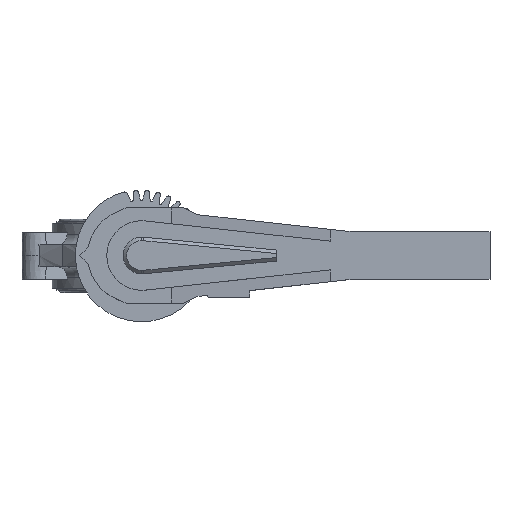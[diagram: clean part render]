
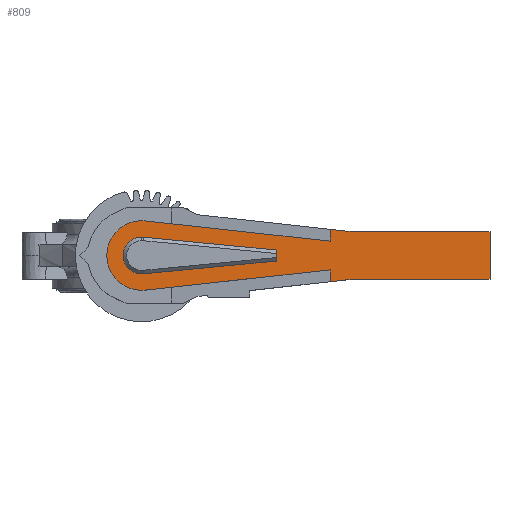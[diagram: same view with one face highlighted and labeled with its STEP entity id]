
A CAD part, top view. The second image highlights one B-rep face of the part: STEP entity #809.
In plain terms, the highlighted planar face has unit normal (0, 0, 1).
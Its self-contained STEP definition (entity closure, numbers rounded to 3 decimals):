
#809=ADVANCED_FACE('',(#2292,#2293),#2294,.T.);
#2292=FACE_OUTER_BOUND('',#4493,.T.);
#2293=FACE_BOUND('',#4494,.T.);
#2294=PLANE('',#4495);
#4493=EDGE_LOOP('',(#6861,#6862,#6863,#6864,#6865,#6866,#6867,#6868,#6869,#6870,#6871,#6872));
#4494=EDGE_LOOP('',(#6873,#6874,#6875,#6876,#6877,#6878));
#4495=AXIS2_PLACEMENT_3D('',#6879,#6880,#6881);
#6861=ORIENTED_EDGE('',*,*,#13507,.T.);
#6862=ORIENTED_EDGE('',*,*,#13508,.T.);
#6863=ORIENTED_EDGE('',*,*,#13509,.T.);
#6864=ORIENTED_EDGE('',*,*,#13510,.T.);
#6865=ORIENTED_EDGE('',*,*,#13511,.T.);
#6866=ORIENTED_EDGE('',*,*,#13512,.T.);
#6867=ORIENTED_EDGE('',*,*,#13513,.T.);
#6868=ORIENTED_EDGE('',*,*,#13462,.T.);
#6869=ORIENTED_EDGE('',*,*,#13458,.T.);
#6870=ORIENTED_EDGE('',*,*,#13514,.T.);
#6871=ORIENTED_EDGE('',*,*,#13515,.T.);
#6872=ORIENTED_EDGE('',*,*,#13516,.T.);
#6873=ORIENTED_EDGE('',*,*,#13517,.F.);
#6874=ORIENTED_EDGE('',*,*,#13518,.T.);
#6875=ORIENTED_EDGE('',*,*,#13519,.F.);
#6876=ORIENTED_EDGE('',*,*,#13520,.T.);
#6877=ORIENTED_EDGE('',*,*,#13447,.F.);
#6878=ORIENTED_EDGE('',*,*,#13452,.F.);
#6879=CARTESIAN_POINT('',(0.0,0.0,204.5));
#6880=DIRECTION('',(0.0,0.0,1.0));
#6881=DIRECTION('',(0.0,-1.0,0.0));
#13447=EDGE_CURVE('',#16080,#16082,#16083,.T.);
#13452=EDGE_CURVE('',#16088,#16080,#16091,.T.);
#13458=EDGE_CURVE('',#16094,#16099,#16101,.T.);
#13462=EDGE_CURVE('',#16104,#16094,#16107,.T.);
#13507=EDGE_CURVE('',#16187,#16188,#16189,.T.);
#13508=EDGE_CURVE('',#16188,#16190,#16191,.T.);
#13509=EDGE_CURVE('',#16190,#16192,#16193,.T.);
#13510=EDGE_CURVE('',#16192,#16194,#16195,.T.);
#13511=EDGE_CURVE('',#16194,#16196,#16197,.T.);
#13512=EDGE_CURVE('',#16196,#16198,#16199,.T.);
#13513=EDGE_CURVE('',#16198,#16104,#16200,.T.);
#13514=EDGE_CURVE('',#16099,#16201,#16202,.T.);
#13515=EDGE_CURVE('',#16201,#16203,#16204,.T.);
#13516=EDGE_CURVE('',#16203,#16187,#16205,.T.);
#13517=EDGE_CURVE('',#16206,#16088,#16207,.T.);
#13518=EDGE_CURVE('',#16206,#16208,#16209,.T.);
#13519=EDGE_CURVE('',#16210,#16208,#16211,.T.);
#13520=EDGE_CURVE('',#16210,#16082,#16212,.T.);
#16080=VERTEX_POINT('',#19961);
#16082=VERTEX_POINT('',#19964);
#16083=CIRCLE('',#19965,15.85);
#16088=VERTEX_POINT('',#19971);
#16091=CIRCLE('',#19975,15.85);
#16094=VERTEX_POINT('',#19978);
#16099=VERTEX_POINT('',#19984);
#16101=CIRCLE('',#19987,29.964);
#16104=VERTEX_POINT('',#19990);
#16107=CIRCLE('',#19994,29.964);
#16187=VERTEX_POINT('',#20112);
#16188=VERTEX_POINT('',#20113);
#16189=LINE('',#20114,#20115);
#16190=VERTEX_POINT('',#20116);
#16191=LINE('',#20117,#20118);
#16192=VERTEX_POINT('',#20119);
#16193=LINE('',#20120,#20121);
#16194=VERTEX_POINT('',#20122);
#16195=LINE('',#20123,#20124);
#16196=VERTEX_POINT('',#20125);
#16197=LINE('',#20126,#20127);
#16198=VERTEX_POINT('',#20128);
#16199=LINE('',#20129,#20130);
#16200=CIRCLE('',#20131,29.964);
#16201=VERTEX_POINT('',#20132);
#16202=LINE('',#20133,#20134);
#16203=VERTEX_POINT('',#20135);
#16204=LINE('',#20136,#20137);
#16205=LINE('',#20138,#20139);
#16206=VERTEX_POINT('',#20140);
#16207=CIRCLE('',#20141,15.85);
#16208=VERTEX_POINT('',#20142);
#16209=LINE('',#20143,#20144);
#16210=VERTEX_POINT('',#20145);
#16211=LINE('',#20146,#20147);
#16212=LINE('',#20148,#20149);
#19961=CARTESIAN_POINT('',(0.,-15.85,204.5));
#19964=CARTESIAN_POINT('',(1.521,-15.777,204.5));
#19965=AXIS2_PLACEMENT_3D('',#25805,#25806,#25807);
#19971=CARTESIAN_POINT('',(0.,15.85,204.5));
#19975=AXIS2_PLACEMENT_3D('',#25813,#25814,#25815);
#19978=CARTESIAN_POINT('',(0.,-29.964,204.5));
#19984=CARTESIAN_POINT('',(3.259,-29.786,204.5));
#19987=AXIS2_PLACEMENT_3D('',#25824,#25825,#25826);
#19990=CARTESIAN_POINT('',(0.,29.964,204.5));
#19994=AXIS2_PLACEMENT_3D('',#25831,#25832,#25833);
#20112=CARTESIAN_POINT('',(181.337,-20.457,204.5));
#20113=CARTESIAN_POINT('',(300.1,-20.457,204.5));
#20114=CARTESIAN_POINT('',(181.337,-20.457,204.5));
#20115=VECTOR('',#25872,118.763);
#20116=CARTESIAN_POINT('',(300.1,20.457,204.5));
#20117=CARTESIAN_POINT('',(300.1,-20.457,204.5));
#20118=VECTOR('',#25873,40.915);
#20119=CARTESIAN_POINT('',(181.337,20.457,204.5));
#20120=CARTESIAN_POINT('',(300.1,20.457,204.5));
#20121=VECTOR('',#25874,118.763);
#20122=CARTESIAN_POINT('',(162.483,22.546,204.5));
#20123=CARTESIAN_POINT('',(181.337,20.457,204.5));
#20124=VECTOR('',#25875,18.969);
#20125=CARTESIAN_POINT('',(162.483,12.366,204.5));
#20126=CARTESIAN_POINT('',(162.483,22.546,204.5));
#20127=VECTOR('',#25876,10.18);
#20128=CARTESIAN_POINT('',(3.259,29.786,204.5));
#20129=CARTESIAN_POINT('',(162.483,12.366,204.5));
#20130=VECTOR('',#25877,160.174);
#20131=AXIS2_PLACEMENT_3D('',#25878,#25879,#25880);
#20132=CARTESIAN_POINT('',(162.483,-12.366,204.5));
#20133=CARTESIAN_POINT('',(3.259,-29.786,204.5));
#20134=VECTOR('',#25881,160.174);
#20135=CARTESIAN_POINT('',(162.483,-22.546,204.5));
#20136=CARTESIAN_POINT('',(162.483,-12.366,204.5));
#20137=VECTOR('',#25882,10.18);
#20138=CARTESIAN_POINT('',(162.483,-22.546,204.5));
#20139=VECTOR('',#25883,18.969);
#20140=CARTESIAN_POINT('',(1.521,15.777,204.5));
#20141=AXIS2_PLACEMENT_3D('',#25884,#25885,#25886);
#20142=CARTESIAN_POINT('',(115.9,4.75,204.5));
#20143=CARTESIAN_POINT('',(1.521,15.777,204.5));
#20144=VECTOR('',#25887,114.909);
#20145=CARTESIAN_POINT('',(115.9,-4.75,204.5));
#20146=CARTESIAN_POINT('',(115.9,-2.375,204.5));
#20147=VECTOR('',#25888,1.0);
#20148=CARTESIAN_POINT('',(115.9,-4.75,204.5));
#20149=VECTOR('',#25889,114.909);
#25805=CARTESIAN_POINT('',(0.0,0.0,204.5));
#25806=DIRECTION('',(0.0,0.0,1.0));
#25807=DIRECTION('',(0.,-1.0,0.0));
#25813=CARTESIAN_POINT('',(0.0,0.0,204.5));
#25814=DIRECTION('',(0.0,0.0,1.0));
#25815=DIRECTION('',(0.,-1.0,0.0));
#25824=CARTESIAN_POINT('',(0.0,0.0,204.5));
#25825=DIRECTION('',(0.0,0.0,1.0));
#25826=DIRECTION('',(0.,-1.0,0.0));
#25831=CARTESIAN_POINT('',(0.0,0.0,204.5));
#25832=DIRECTION('',(0.0,-0.0,1.0));
#25833=DIRECTION('',(0.,1.0,0.0));
#25872=DIRECTION('',(1.0,0.0,0.0));
#25873=DIRECTION('',(0.0,1.0,0.0));
#25874=DIRECTION('',(-1.0,0.,0.0));
#25875=DIRECTION('',(-0.994,0.11,0.0));
#25876=DIRECTION('',(0.0,-1.0,0.0));
#25877=DIRECTION('',(-0.994,0.109,0.0));
#25878=CARTESIAN_POINT('',(0.0,0.0,204.5));
#25879=DIRECTION('',(0.0,-0.0,1.0));
#25880=DIRECTION('',(0.109,0.994,0.0));
#25881=DIRECTION('',(0.994,0.109,0.0));
#25882=DIRECTION('',(0.0,-1.0,0.0));
#25883=DIRECTION('',(0.994,0.11,0.0));
#25884=CARTESIAN_POINT('',(0.0,0.0,204.5));
#25885=DIRECTION('',(0.0,0.0,1.0));
#25886=DIRECTION('',(0.,-1.0,0.0));
#25887=DIRECTION('',(0.995,-0.096,0.0));
#25888=DIRECTION('',(0.0,1.0,0.0));
#25889=DIRECTION('',(-0.995,-0.096,0.0));
